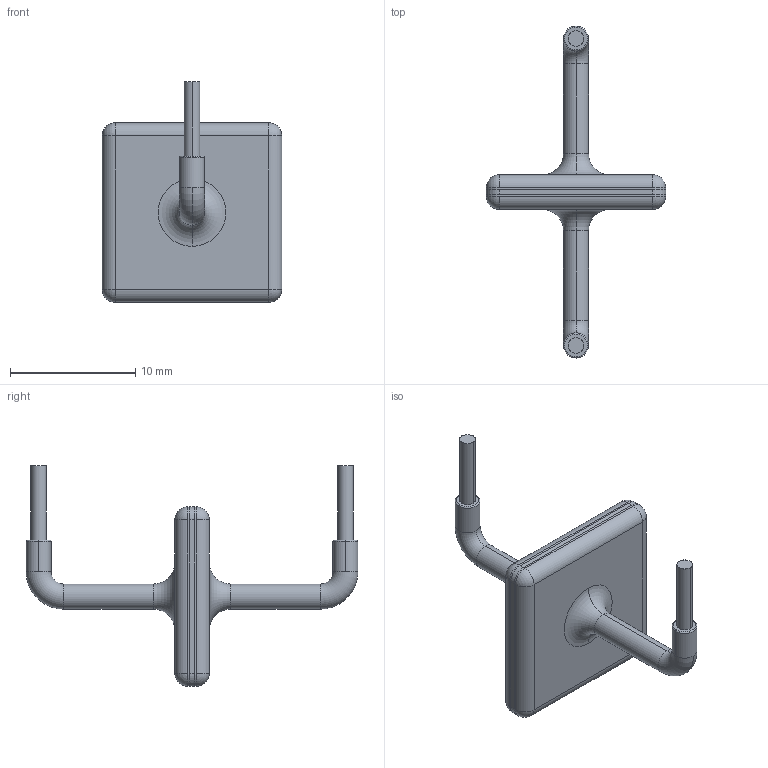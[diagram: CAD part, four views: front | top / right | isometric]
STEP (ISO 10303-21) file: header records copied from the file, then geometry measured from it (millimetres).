
FILE_DESCRIPTION (( 'STEP AP203' ), '1' );
FILE_NAME ('PTVS20-015C-TH.stp', '2022-08-05T08:21:17', ( '' ), ( '' ), 'SwSTEP 2.0', 'SolidWorks 2022', '' );
FILE_SCHEMA (( 'CONFIG_CONTROL_DESIGN' ));
Length unit declared in the file: millimetre
Products named in the file (18): 6DC217 Aluminum pad Layer 460x460mils; Solder Paste Slug+Pin (PTVS20-015-TH); T15P001 base copper; T15ET004 13.1x13.1x0.61mm; Die inner coat; 6DC217 Die; pin inner coat; 6DC217- Silicon; 6DC217 Aluminum Metal Layer 480x480mils; 6DC217 Silver Pad Layer 460x460mils; PTVS20-15 outer mold; T15P001 silver plate; Pin T15001 (bended); 6DC217 Nickel Pad Layer 460x460mils; 6DC217 Titanium Pad Layer 460x460mils; Solder Paste 10.9mmx10,9mm (PTVS2220-015-TH); 6DC217 Titanium Metal Layer 480x480mils; PTVS20-015C-TH
Assembly tree (28 placements, depth 3):
  PTVS20-015C-TH
    6DC217 Die
      6DC217- Silicon
      6DC217 Titanium Metal Layer 480x480mils  x2
      6DC217 Aluminum Metal Layer 480x480mils  x2
      6DC217 Silver Pad Layer 460x460mils  x2
      6DC217 Nickel Pad Layer 460x460mils  x2
      6DC217 Titanium Pad Layer 460x460mils  x2
      6DC217 Aluminum pad Layer 460x460mils  x2
    T15ET004 13.1x13.1x0.61mm  x2
    Pin T15001 (bended)  x2
      T15P001 base copper
      T15P001 silver plate
    pin inner coat  x2
    Die inner coat
    Solder Paste 10.9mmx10,9mm (PTVS2220-015-TH)  x2
    Solder Paste Slug+Pin (PTVS20-015-TH)  x2
    PTVS20-15 outer mold
Bounding box: 14.33 x 26.49 x 17.62 mm (x, y, z)
Volume: 653.3 mm3; surface area: 7315.6 mm2
Topology: 35 solids, 35 shells, 540 faces, 1216 edges, 772 vertices
Faces by surface type: plane 272, cylinder 156, torus 68, cone 32, sphere 8, bspline 4
Entity records: 14180 total; most frequent: CARTESIAN_POINT 2475, DIRECTION 2076, ORIENTED_EDGE 1892, EDGE_CURVE 946, AXIS2_PLACEMENT_3D 781, VERTEX_POINT 596, VECTOR 514, LINE 514
